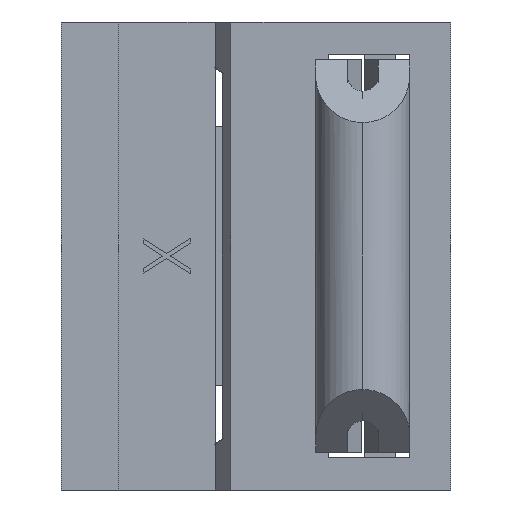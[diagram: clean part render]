
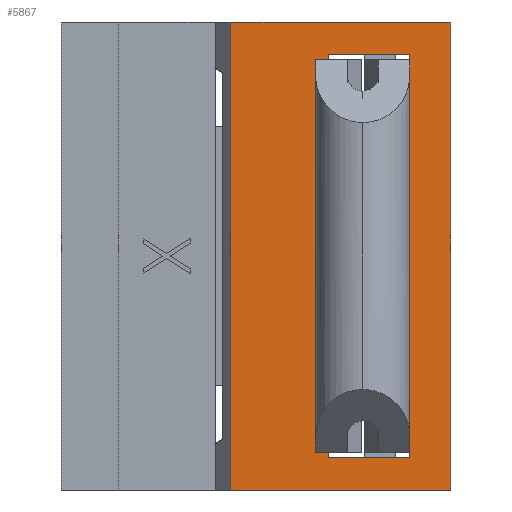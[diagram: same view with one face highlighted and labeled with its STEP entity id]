
A CAD part, left-side view. The second image highlights one B-rep face of the part: STEP entity #5867.
In plain terms, the highlighted planar face has unit normal (-1, 0, 0).
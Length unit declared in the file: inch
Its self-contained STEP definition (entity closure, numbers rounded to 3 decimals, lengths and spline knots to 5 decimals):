
#333 = CARTESIAN_POINT ( 'NONE',  ( 0., 0.078, 0.128 ) ) ;
#357 = CARTESIAN_POINT ( 'NONE',  ( 0., 0.026, -0.128 ) ) ;
#677 = VERTEX_POINT ( 'NONE', #3545 ) ;
#811 = EDGE_LOOP ( 'NONE', ( #7624, #6942, #8025, #4707 ) ) ;
#885 = DIRECTION ( 'NONE',  ( 0., 0., -1. ) ) ;
#1070 = ORIENTED_EDGE ( 'NONE', *, *, #7518, .F. ) ;
#1134 = EDGE_CURVE ( 'NONE', #2696, #3393, #7835, .T. ) ;
#1152 = VERTEX_POINT ( 'NONE', #7230 ) ;
#1254 = EDGE_CURVE ( 'NONE', #2367, #1152, #4303, .T. ) ;
#1568 = VECTOR ( 'NONE', #6493, 39.37008 ) ;
#1889 = VERTEX_POINT ( 'NONE', #5298 ) ;
#1980 = VECTOR ( 'NONE', #5446, 39.37008 ) ;
#2065 = ORIENTED_EDGE ( 'NONE', *, *, #1254, .T. ) ;
#2273 = LINE ( 'NONE', #5493, #5302 ) ;
#2367 = VERTEX_POINT ( 'NONE', #6935 ) ;
#2429 = EDGE_CURVE ( 'NONE', #2696, #1889, #3642, .T. ) ;
#2500 = EDGE_LOOP ( 'NONE', ( #1070, #5873, #2065, #4978 ) ) ;
#2696 = VERTEX_POINT ( 'NONE', #4014 ) ;
#2796 = LINE ( 'NONE', #7459, #5966 ) ;
#2812 = CARTESIAN_POINT ( 'NONE',  ( 0., 0.14, 0.149 ) ) ;
#2897 = PLANE ( 'NONE',  #3127 ) ;
#3098 = VECTOR ( 'NONE', #7843, 39.37008 ) ;
#3127 = AXIS2_PLACEMENT_3D ( 'NONE', #4871, #3612, #7697 ) ;
#3392 = CARTESIAN_POINT ( 'NONE',  ( 0., 0.078, 0.128 ) ) ;
#3393 = VERTEX_POINT ( 'NONE', #333 ) ;
#3492 = EDGE_CURVE ( 'NONE', #2367, #7275, #4476, .T. ) ;
#3545 = CARTESIAN_POINT ( 'NONE',  ( 0., 0., 0.149 ) ) ;
#3612 = DIRECTION ( 'NONE',  ( 1., 0., 0. ) ) ;
#3642 = LINE ( 'NONE', #6691, #1568 ) ;
#4014 = CARTESIAN_POINT ( 'NONE',  ( 0., 0.078, -0.128 ) ) ;
#4086 = VECTOR ( 'NONE', #4185, 39.37008 ) ;
#4103 = DIRECTION ( 'NONE',  ( 0., -1., 0. ) ) ;
#4185 = DIRECTION ( 'NONE',  ( 0., -1., 0. ) ) ;
#4207 = CARTESIAN_POINT ( 'NONE',  ( 0., 0.15, -0.149 ) ) ;
#4303 = LINE ( 'NONE', #4207, #4086 ) ;
#4476 = LINE ( 'NONE', #4884, #1980 ) ;
#4707 = ORIENTED_EDGE ( 'NONE', *, *, #7945, .F. ) ;
#4871 = CARTESIAN_POINT ( 'NONE',  ( 0., 0.15, 0.149 ) ) ;
#4884 = CARTESIAN_POINT ( 'NONE',  ( 0., 0.14, -0.2 ) ) ;
#4903 = FACE_BOUND ( 'NONE', #811, .T. ) ;
#4978 = ORIENTED_EDGE ( 'NONE', *, *, #7767, .F. ) ;
#5087 = LINE ( 'NONE', #3392, #7887 ) ;
#5151 = VERTEX_POINT ( 'NONE', #8023 ) ;
#5207 = VECTOR ( 'NONE', #6318, 39.37008 ) ;
#5298 = CARTESIAN_POINT ( 'NONE',  ( 0., 0.026, -0.128 ) ) ;
#5302 = VECTOR ( 'NONE', #885, 39.37008 ) ;
#5446 = DIRECTION ( 'NONE',  ( 0., 0., 1. ) ) ;
#5493 = CARTESIAN_POINT ( 'NONE',  ( 0., 0., 0.149 ) ) ;
#5867 = ADVANCED_FACE ( 'NONE', ( #7880, #4903 ), #2897, .F. ) ;
#5873 = ORIENTED_EDGE ( 'NONE', *, *, #3492, .F. ) ;
#5966 = VECTOR ( 'NONE', #8053, 39.37008 ) ;
#6097 = EDGE_CURVE ( 'NONE', #3393, #5151, #5087, .T. ) ;
#6318 = DIRECTION ( 'NONE',  ( 0., 0., 1. ) ) ;
#6493 = DIRECTION ( 'NONE',  ( 0., -1., 0. ) ) ;
#6691 = CARTESIAN_POINT ( 'NONE',  ( 0., 0.078, -0.128 ) ) ;
#6756 = LINE ( 'NONE', #357, #5207 ) ;
#6935 = CARTESIAN_POINT ( 'NONE',  ( 0., 0.14, -0.149 ) ) ;
#6942 = ORIENTED_EDGE ( 'NONE', *, *, #1134, .T. ) ;
#7230 = CARTESIAN_POINT ( 'NONE',  ( 0., 0., -0.149 ) ) ;
#7275 = VERTEX_POINT ( 'NONE', #2812 ) ;
#7459 = CARTESIAN_POINT ( 'NONE',  ( 0., 0.15, 0.149 ) ) ;
#7518 = EDGE_CURVE ( 'NONE', #7275, #677, #2796, .T. ) ;
#7624 = ORIENTED_EDGE ( 'NONE', *, *, #2429, .F. ) ;
#7697 = DIRECTION ( 'NONE',  ( 0., 0., -1. ) ) ;
#7767 = EDGE_CURVE ( 'NONE', #677, #1152, #2273, .T. ) ;
#7835 = LINE ( 'NONE', #7938, #3098 ) ;
#7843 = DIRECTION ( 'NONE',  ( 0., 0., 1. ) ) ;
#7880 = FACE_OUTER_BOUND ( 'NONE', #2500, .T. ) ;
#7887 = VECTOR ( 'NONE', #4103, 39.37008 ) ;
#7938 = CARTESIAN_POINT ( 'NONE',  ( 0., 0.078, -0.128 ) ) ;
#7945 = EDGE_CURVE ( 'NONE', #1889, #5151, #6756, .T. ) ;
#8023 = CARTESIAN_POINT ( 'NONE',  ( 0., 0.026, 0.128 ) ) ;
#8025 = ORIENTED_EDGE ( 'NONE', *, *, #6097, .T. ) ;
#8053 = DIRECTION ( 'NONE',  ( 0., -1., 0. ) ) ;
